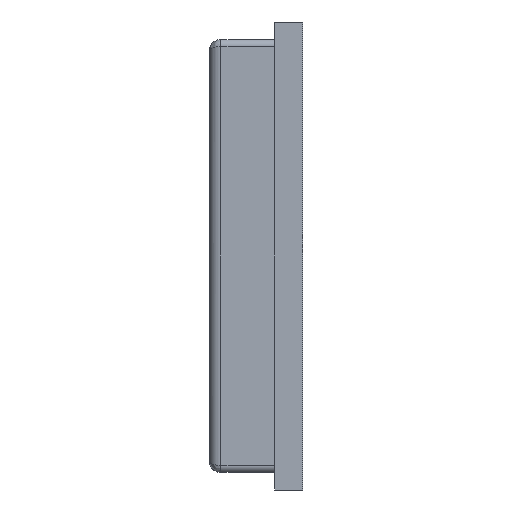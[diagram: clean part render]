
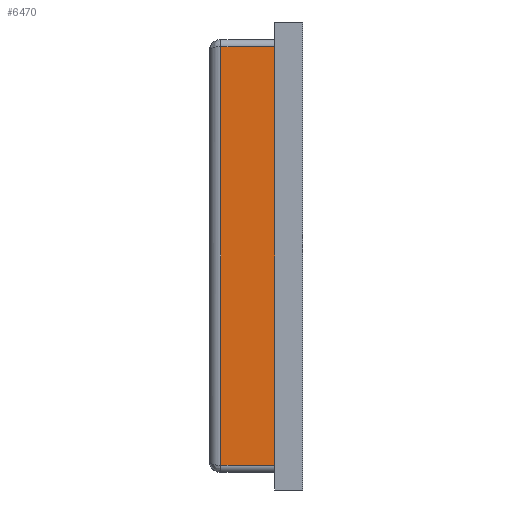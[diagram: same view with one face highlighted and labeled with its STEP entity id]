
A CAD part, left-side view. The second image highlights one B-rep face of the part: STEP entity #6470.
In plain terms, the highlighted planar face has unit normal (-1, 0, 0).
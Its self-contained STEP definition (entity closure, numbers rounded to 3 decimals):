
#558=FACE_OUTER_BOUND('',#902,.T.);
#902=EDGE_LOOP('',(#5822,#5823,#5824,#5825));
#1696=LINE('',#10506,#2496);
#1701=LINE('',#10548,#2501);
#1702=LINE('',#10580,#2502);
#1704=LINE('',#10585,#2504);
#2496=VECTOR('',#8611,10.);
#2501=VECTOR('',#8632,10.);
#2502=VECTOR('',#8641,10.);
#2504=VECTOR('',#8647,10.);
#3103=VERTEX_POINT('',#10503);
#3104=VERTEX_POINT('',#10505);
#3108=VERTEX_POINT('',#10547);
#3110=VERTEX_POINT('',#10579);
#4002=EDGE_CURVE('',#3104,#3103,#1696,.T.);
#4011=EDGE_CURVE('',#3104,#3108,#1701,.T.);
#4015=EDGE_CURVE('',#3108,#3110,#1702,.T.);
#4018=EDGE_CURVE('',#3110,#3103,#1704,.T.);
#5822=ORIENTED_EDGE('',*,*,#4011,.F.);
#5823=ORIENTED_EDGE('',*,*,#4002,.T.);
#5824=ORIENTED_EDGE('',*,*,#4018,.F.);
#5825=ORIENTED_EDGE('',*,*,#4015,.F.);
#6130=PLANE('',#6952);
#6470=ADVANCED_FACE('',(#558),#6130,.T.);
#6952=AXIS2_PLACEMENT_3D('',#10584,#8645,#8646);
#8611=DIRECTION('',(0.,0.,1.));
#8632=DIRECTION('',(0.,1.,0.));
#8641=DIRECTION('',(0.,0.,1.));
#8645=DIRECTION('center_axis',(-1.,0.,0.));
#8646=DIRECTION('ref_axis',(0.,0.,1.));
#8647=DIRECTION('',(0.,-1.,0.));
#10503=CARTESIAN_POINT('',(-18.5,1.2,8.95));
#10505=CARTESIAN_POINT('',(-18.5,1.2,-8.95));
#10506=CARTESIAN_POINT('',(-18.5,1.2,-9.25));
#10547=CARTESIAN_POINT('',(-18.5,3.5,-8.95));
#10548=CARTESIAN_POINT('',(-18.5,1.2,-8.95));
#10579=CARTESIAN_POINT('',(-18.5,3.5,8.95));
#10580=CARTESIAN_POINT('',(-18.5,3.5,-4.625));
#10584=CARTESIAN_POINT('Origin',(-18.5,1.2,-9.25));
#10585=CARTESIAN_POINT('',(-18.5,1.2,8.95));
